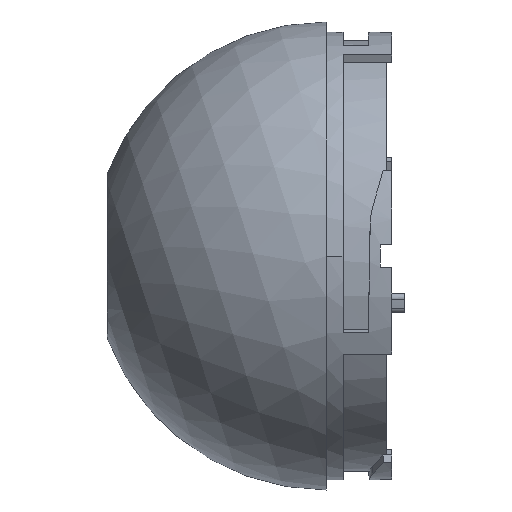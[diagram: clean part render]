
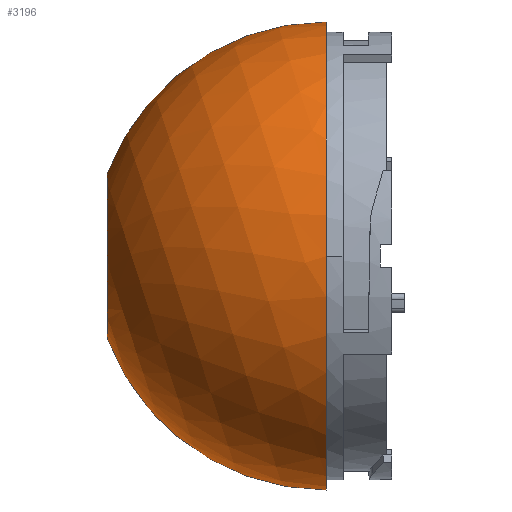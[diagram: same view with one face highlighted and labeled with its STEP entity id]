
A CAD part, left-side view. The second image highlights one B-rep face of the part: STEP entity #3196.
In plain terms, the highlighted spherical face has radius 25 mm.
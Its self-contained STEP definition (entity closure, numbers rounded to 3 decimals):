
#659=CARTESIAN_POINT('',(0.,10.,0.));
#660=DIRECTION('',(-1.,0.,0.));
#661=DIRECTION('',(0.,0.936,-0.352));
#662=AXIS2_PLACEMENT_3D('',#659,#660,#661);
#683=CARTESIAN_POINT('',(0.,33.4,0.));
#684=DIRECTION('',(0.,-1.,0.));
#685=DIRECTION('',(-1.,0.,0.));
#686=AXIS2_PLACEMENT_3D('',#683,#684,#685);
#691=CARTESIAN_POINT('',(0.,33.4,0.));
#692=DIRECTION('',(0.,-1.,0.));
#693=DIRECTION('',(0.,0.,1.));
#694=AXIS2_PLACEMENT_3D('',#691,#692,#693);
#699=CARTESIAN_POINT('',(0.,10.,0.));
#700=DIRECTION('',(1.,0.,0.));
#701=DIRECTION('',(0.,0.936,0.352));
#702=AXIS2_PLACEMENT_3D('',#699,#700,#701);
#707=CARTESIAN_POINT('',(0.,10.,0.));
#708=DIRECTION('',(0.,1.,0.));
#709=DIRECTION('',(0.,0.,-1.));
#710=AXIS2_PLACEMENT_3D('',#707,#708,#709);
#2430=CARTESIAN_POINT('',(0.,10.,-25.));
#2431=CARTESIAN_POINT('',(0.,10.,25.));
#2432=VERTEX_POINT('',#2430);
#2433=VERTEX_POINT('',#2431);
#2802=CARTESIAN_POINT('',(-8.8,33.4,0.));
#2803=CARTESIAN_POINT('',(0.,33.4,-8.8));
#2804=VERTEX_POINT('',#2802);
#2805=VERTEX_POINT('',#2803);
#2806=CARTESIAN_POINT('',(0.,33.4,8.8));
#2807=VERTEX_POINT('',#2806);
#3183=CARTESIAN_POINT('',(0.,10.,0.));
#3184=DIRECTION('',(0.,0.951,-0.31));
#3185=DIRECTION('',(0.,-0.31,-0.951));
#3186=AXIS2_PLACEMENT_3D('',#3183,#3184,#3185);
#3187=SPHERICAL_SURFACE('',#3186,25.);
#3188=ORIENTED_EDGE('',*,*,#3143,.F.);
#3189=ORIENTED_EDGE('',*,*,#3161,.F.);
#3190=ORIENTED_EDGE('',*,*,#3177,.T.);
#3192=ORIENTED_EDGE('',*,*,#3191,.F.);
#3193=ORIENTED_EDGE('',*,*,#3173,.F.);
#3194=EDGE_LOOP('',(#3188,#3189,#3190,#3192,#3193));
#3195=FACE_OUTER_BOUND('',#3194,.F.);
#3196=ADVANCED_FACE('',(#3195),#3187,.T.);
#663=CIRCLE('',#662,25.);
#687=CIRCLE('',#686,8.8);
#695=CIRCLE('',#694,8.8);
#703=CIRCLE('',#702,25.);
#711=CIRCLE('',#710,25.);
#3143=EDGE_CURVE('',#2804,#2805,#687,.T.);
#3161=EDGE_CURVE('',#2807,#2804,#695,.T.);
#3173=EDGE_CURVE('',#2805,#2432,#663,.T.);
#3177=EDGE_CURVE('',#2807,#2433,#703,.T.);
#3191=EDGE_CURVE('',#2432,#2433,#711,.T.);
